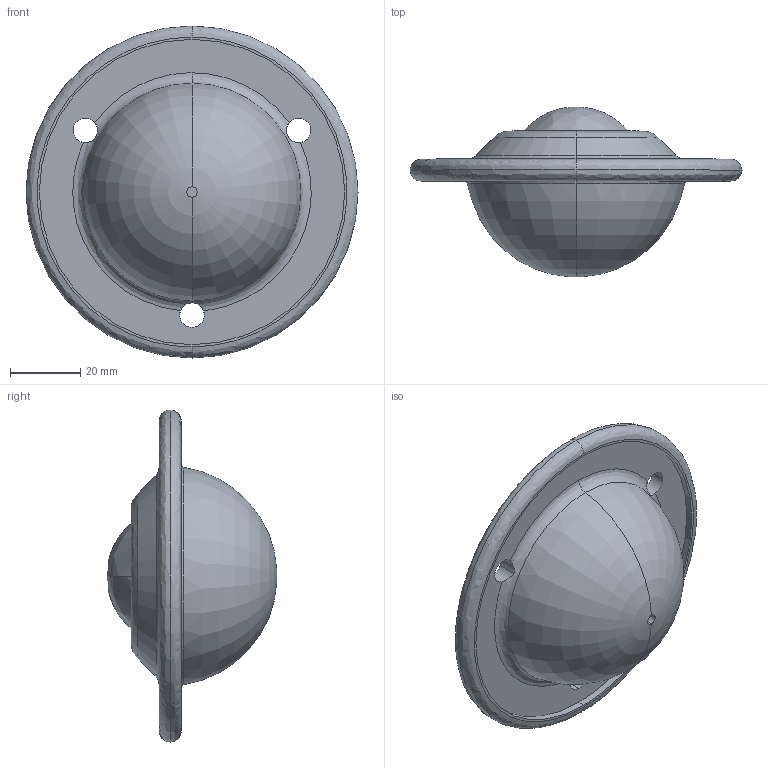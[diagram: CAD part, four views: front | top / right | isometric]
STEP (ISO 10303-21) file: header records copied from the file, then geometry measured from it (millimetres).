
FILE_DESCRIPTION (( 'STEP AP214' ), '1' );
FILE_NAME ('0014729SH.step', '2023-08-04T08:45:39', ( '' ), ( '' ), 'SwSTEP 2.0', 'SolidWorks 2020', '' );
FILE_SCHEMA (( 'AUTOMOTIVE_DESIGN' ));
Length unit declared in the file: millimetre
Products named in the file (1): 0014729SH
Bounding box: 94.6 x 48.4 x 94.6 mm (x, y, z)
Volume: 108229.3 mm3; surface area: 19148.5 mm2
Topology: 1 solids, 1 shells, 34 faces, 79 edges, 49 vertices
Faces by surface type: bspline 14, cylinder 10, plane 6, torus 2, cone 2
Entity records: 2422 total; most frequent: CARTESIAN_POINT 1667, ORIENTED_EDGE 158, DIRECTION 140, EDGE_CURVE 79, AXIS2_PLACEMENT_3D 64, VERTEX_POINT 49, CIRCLE 43, EDGE_LOOP 42
